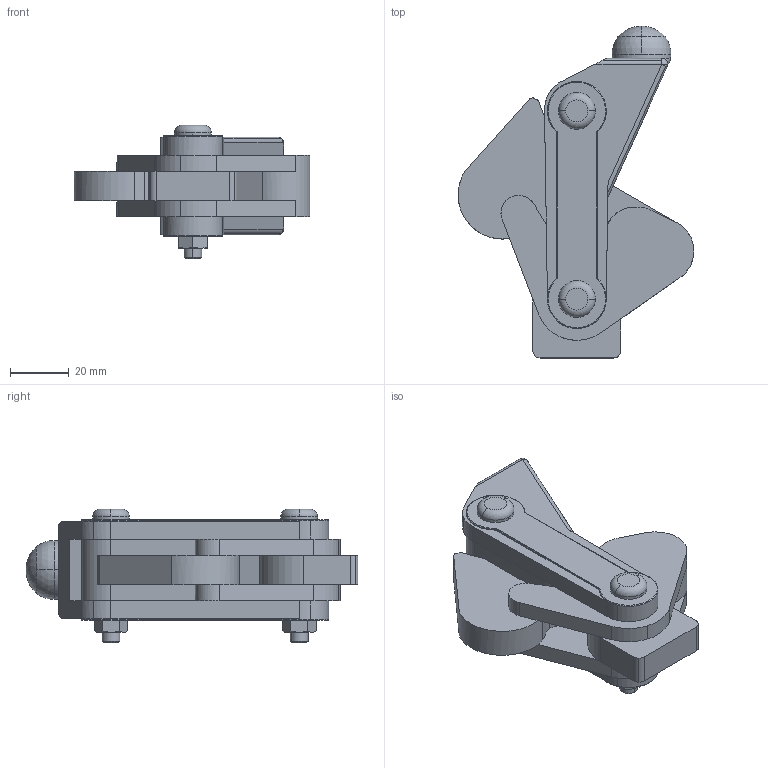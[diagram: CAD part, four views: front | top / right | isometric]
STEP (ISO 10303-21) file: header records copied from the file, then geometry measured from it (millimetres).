
FILE_DESCRIPTION(('CATIA V5 STEP Exchange'),'2;1');
FILE_NAME('MODULSPANNER_TS_V_HD_800_FM_357820.stp','2018-08-16T11:59:34+00:00',('none'),('none'),'CATIA Version 5 Release 19 SP 9 (IN-10)','CATIA V5 STEP AP214','none');
FILE_SCHEMA(('AUTOMOTIVE_DESIGN { 1 0 10303 214 1 1 1 1 }'));
Length unit declared in the file: millimetre
Products named in the file (1): MODULSPANNER_TS_V_HD_800_FM_357820
Bounding box: 80.18 x 112.9 x 45.4 mm (x, y, z)
Volume: 109830.8 mm3; surface area: 24975.5 mm2
Topology: 1 solids, 1 shells, 208 faces, 598 edges, 384 vertices
Faces by surface type: cylinder 87, plane 71, cone 20, torus 16, sphere 10, bspline 4
Entity records: 7491 total; most frequent: CARTESIAN_POINT 2362, ORIENTED_EDGE 1188, DIRECTION 848, EDGE_CURVE 594, VERTEX_POINT 384, AXIS2_PLACEMENT_3D 383, VECTOR 269, LINE 269
